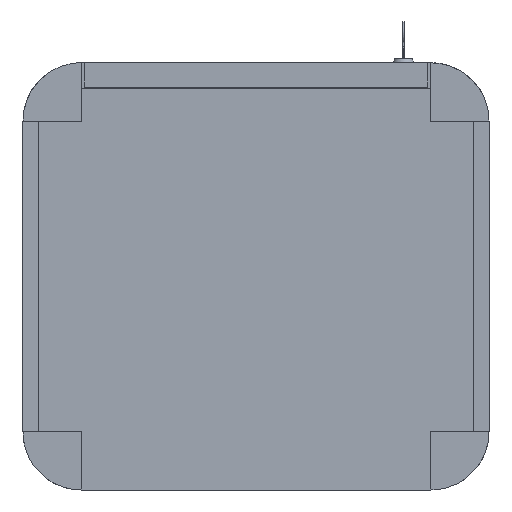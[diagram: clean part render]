
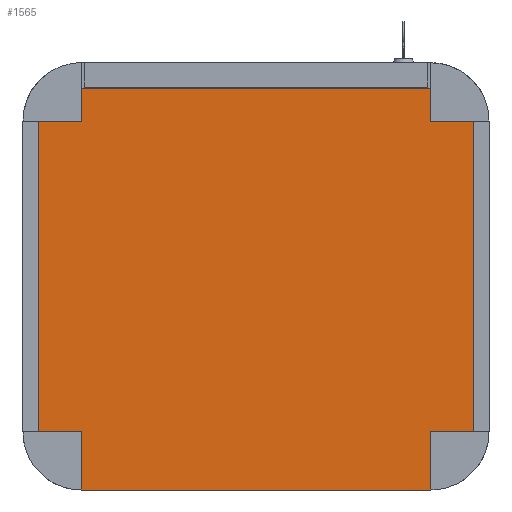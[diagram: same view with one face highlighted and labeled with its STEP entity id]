
A CAD part, front view. The second image highlights one B-rep face of the part: STEP entity #1565.
In plain terms, the highlighted free-form (B-spline) face has degree [1, 1] with [2, 2] control points.
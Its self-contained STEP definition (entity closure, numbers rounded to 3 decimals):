
#1274 = VERTEX_POINT('',#1275);
#1275 = CARTESIAN_POINT('',(608.489,78.684,
    -78.684));
#1282 = EDGE_CURVE('',#1274,#1283,#1285,.T.);
#1283 = VERTEX_POINT('',#1284);
#1284 = CARTESIAN_POINT('',(608.489,78.684,
    -498.331));
#1285 = B_SPLINE_CURVE_WITH_KNOTS('',1,(#1286,#1287),.UNSPECIFIED.,.F.,
  .F.,(2,2),(60.,380.),.PIECEWISE_BEZIER_KNOTS.);
#1286 = CARTESIAN_POINT('',(608.489,78.684,
    -78.684));
#1287 = CARTESIAN_POINT('',(608.489,78.684,
    -498.331));
#1312 = VERTEX_POINT('',#1313);
#1313 = CARTESIAN_POINT('',(550.787,78.684,
    -498.331));
#1324 = EDGE_CURVE('',#1312,#1283,#1325,.T.);
#1325 = B_SPLINE_CURVE_WITH_KNOTS('',1,(#1326,#1327),.UNSPECIFIED.,.F.,
  .F.,(2,2),(68.,112.),.PIECEWISE_BEZIER_KNOTS.);
#1326 = CARTESIAN_POINT('',(550.787,78.684,
    -498.331));
#1327 = CARTESIAN_POINT('',(608.489,78.684,
    -498.331));
#1338 = VERTEX_POINT('',#1339);
#1339 = CARTESIAN_POINT('',(550.787,78.684,
    -78.684));
#1346 = EDGE_CURVE('',#1338,#1274,#1347,.T.);
#1347 = B_SPLINE_CURVE_WITH_KNOTS('',1,(#1348,#1349),.UNSPECIFIED.,.F.,
  .F.,(2,2),(68.,112.),.PIECEWISE_BEZIER_KNOTS.);
#1348 = CARTESIAN_POINT('',(550.787,78.684,
    -78.684));
#1349 = CARTESIAN_POINT('',(608.489,78.684,
    -78.684));
#1368 = VERTEX_POINT('',#1369);
#1369 = CARTESIAN_POINT('',(78.684,78.684,
    -78.684));
#1382 = VERTEX_POINT('',#1383);
#1383 = CARTESIAN_POINT('',(20.982,78.684,
    -78.684));
#1388 = EDGE_CURVE('',#1382,#1368,#1389,.T.);
#1389 = B_SPLINE_CURVE_WITH_KNOTS('',1,(#1390,#1391),.UNSPECIFIED.,.F.,
  .F.,(2,2),(-134.,-90.),.PIECEWISE_BEZIER_KNOTS.);
#1390 = CARTESIAN_POINT('',(20.982,78.684,
    -78.684));
#1391 = CARTESIAN_POINT('',(78.684,78.684,
    -78.684));
#1402 = VERTEX_POINT('',#1403);
#1403 = CARTESIAN_POINT('',(78.684,78.684,
    -498.331));
#1410 = EDGE_CURVE('',#1411,#1402,#1413,.T.);
#1411 = VERTEX_POINT('',#1412);
#1412 = CARTESIAN_POINT('',(20.982,78.684,
    -498.331));
#1413 = B_SPLINE_CURVE_WITH_KNOTS('',1,(#1414,#1415),.UNSPECIFIED.,.F.,
  .F.,(2,2),(-134.,-90.),.PIECEWISE_BEZIER_KNOTS.);
#1414 = CARTESIAN_POINT('',(20.982,78.684,
    -498.331));
#1415 = CARTESIAN_POINT('',(78.684,78.684,
    -498.331));
#1444 = EDGE_CURVE('',#1382,#1411,#1445,.T.);
#1445 = B_SPLINE_CURVE_WITH_KNOTS('',1,(#1446,#1447),.UNSPECIFIED.,.F.,
  .F.,(2,2),(60.,380.),.PIECEWISE_BEZIER_KNOTS.);
#1446 = CARTESIAN_POINT('',(20.982,78.684,
    -78.684));
#1447 = CARTESIAN_POINT('',(20.982,78.684,
    -498.331));
#1458 = EDGE_CURVE('',#1312,#1459,#1461,.T.);
#1459 = VERTEX_POINT('',#1460);
#1460 = CARTESIAN_POINT('',(550.787,78.684,
    -577.015));
#1461 = B_SPLINE_CURVE_WITH_KNOTS('',1,(#1462,#1463),.UNSPECIFIED.,.F.,
  .F.,(2,2),(380.,440.),.PIECEWISE_BEZIER_KNOTS.);
#1462 = CARTESIAN_POINT('',(550.787,78.684,
    -498.331));
#1463 = CARTESIAN_POINT('',(550.787,78.684,
    -577.015));
#1494 = VERTEX_POINT('',#1495);
#1495 = CARTESIAN_POINT('',(550.787,78.684,
    -34.096));
#1500 = EDGE_CURVE('',#1494,#1338,#1501,.T.);
#1501 = B_SPLINE_CURVE_WITH_KNOTS('',1,(#1502,#1503),.UNSPECIFIED.,.F.,
  .F.,(2,2),(26.,60.),.PIECEWISE_BEZIER_KNOTS.);
#1502 = CARTESIAN_POINT('',(550.787,78.684,
    -34.096));
#1503 = CARTESIAN_POINT('',(550.787,78.684,
    -78.684));
#1522 = VERTEX_POINT('',#1523);
#1523 = CARTESIAN_POINT('',(78.684,78.684,
    -577.015));
#1528 = EDGE_CURVE('',#1522,#1402,#1529,.T.);
#1529 = B_SPLINE_CURVE_WITH_KNOTS('',1,(#1530,#1531),.UNSPECIFIED.,.F.,
  .F.,(2,2),(-440.,-380.),.PIECEWISE_BEZIER_KNOTS.);
#1530 = CARTESIAN_POINT('',(78.684,78.684,
    -577.015));
#1531 = CARTESIAN_POINT('',(78.684,78.684,
    -498.331));
#1542 = EDGE_CURVE('',#1368,#1543,#1545,.T.);
#1543 = VERTEX_POINT('',#1544);
#1544 = CARTESIAN_POINT('',(78.684,78.684,
    -34.096));
#1545 = B_SPLINE_CURVE_WITH_KNOTS('',1,(#1546,#1547),.UNSPECIFIED.,.F.,
  .F.,(2,2),(-60.,-26.),.PIECEWISE_BEZIER_KNOTS.);
#1546 = CARTESIAN_POINT('',(78.684,78.684,
    -78.684));
#1547 = CARTESIAN_POINT('',(78.684,78.684,
    -34.096));
#1565 = ADVANCED_FACE('',(#1566),#1588,.T.);
#1566 = FACE_BOUND('',#1567,.T.);
#1567 = EDGE_LOOP('',(#1568,#1573,#1574,#1575,#1576,#1577,#1578,#1583,
    #1584,#1585,#1586,#1587));
#1568 = ORIENTED_EDGE('',*,*,#1569,.F.);
#1569 = EDGE_CURVE('',#1543,#1494,#1570,.T.);
#1570 = B_SPLINE_CURVE_WITH_KNOTS('',1,(#1571,#1572),.UNSPECIFIED.,.F.,
  .F.,(2,2),(-90.,270.),.PIECEWISE_BEZIER_KNOTS.);
#1571 = CARTESIAN_POINT('',(78.684,78.684,
    -34.096));
#1572 = CARTESIAN_POINT('',(550.787,78.684,
    -34.096));
#1573 = ORIENTED_EDGE('',*,*,#1542,.F.);
#1574 = ORIENTED_EDGE('',*,*,#1388,.F.);
#1575 = ORIENTED_EDGE('',*,*,#1444,.T.);
#1576 = ORIENTED_EDGE('',*,*,#1410,.T.);
#1577 = ORIENTED_EDGE('',*,*,#1528,.F.);
#1578 = ORIENTED_EDGE('',*,*,#1579,.T.);
#1579 = EDGE_CURVE('',#1522,#1459,#1580,.T.);
#1580 = B_SPLINE_CURVE_WITH_KNOTS('',1,(#1581,#1582),.UNSPECIFIED.,.F.,
  .F.,(2,2),(-90.,270.),.PIECEWISE_BEZIER_KNOTS.);
#1581 = CARTESIAN_POINT('',(78.684,78.684,
    -577.015));
#1582 = CARTESIAN_POINT('',(550.787,78.684,
    -577.015));
#1583 = ORIENTED_EDGE('',*,*,#1458,.F.);
#1584 = ORIENTED_EDGE('',*,*,#1324,.T.);
#1585 = ORIENTED_EDGE('',*,*,#1282,.F.);
#1586 = ORIENTED_EDGE('',*,*,#1346,.F.);
#1587 = ORIENTED_EDGE('',*,*,#1500,.F.);
#1588 = B_SPLINE_SURFACE_WITH_KNOTS('',1,1,(
    (#1589,#1590)
    ,(#1591,#1592
    )),.UNSPECIFIED.,.F.,.F.,.F.,(2,2),(2,2),(-44.,404.),(-440.,-26.),
  .PIECEWISE_BEZIER_KNOTS.);
#1589 = CARTESIAN_POINT('',(20.982,78.684,
    -577.015));
#1590 = CARTESIAN_POINT('',(20.982,78.684,
    -34.096));
#1591 = CARTESIAN_POINT('',(608.489,78.684,
    -577.015));
#1592 = CARTESIAN_POINT('',(608.489,78.684,
    -34.096));
